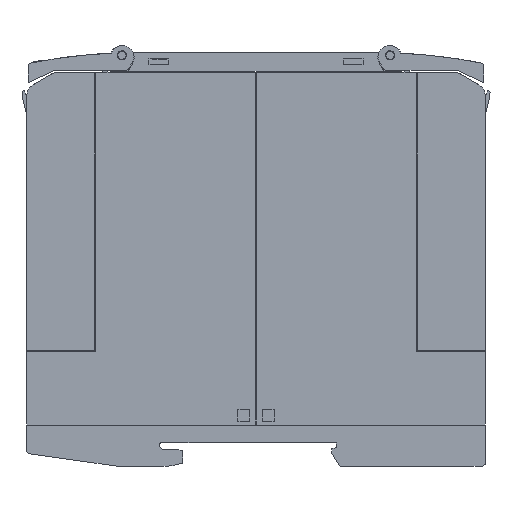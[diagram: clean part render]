
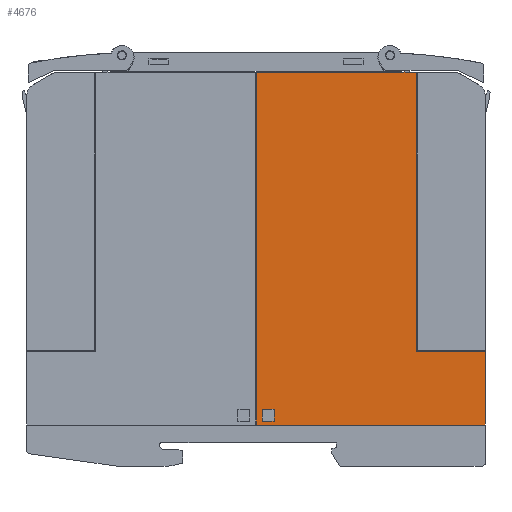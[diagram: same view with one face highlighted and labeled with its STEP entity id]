
A CAD part, left-side view. The second image highlights one B-rep face of the part: STEP entity #4676.
In plain terms, the highlighted planar face has unit normal (-1, 0, 0).
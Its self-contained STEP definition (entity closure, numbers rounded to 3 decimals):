
#4676=ADVANCED_FACE('',(#9526,#9527),#9528,.T.);
#9526=FACE_BOUND('',#14441,.T.);
#9527=FACE_OUTER_BOUND('',#14442,.T.);
#9528=PLANE('',#14443);
#14441=EDGE_LOOP('',(#29316,#29317,#29318,#29319));
#14442=EDGE_LOOP('',(#29320,#29321,#29322,#29323,#29324,#29325));
#14443=AXIS2_PLACEMENT_3D('',#29326,#29327,#29328);
#29316=ORIENTED_EDGE('',*,*,#35769,.T.);
#29317=ORIENTED_EDGE('',*,*,#35745,.T.);
#29318=ORIENTED_EDGE('',*,*,#35753,.T.);
#29319=ORIENTED_EDGE('',*,*,#35766,.T.);
#29320=ORIENTED_EDGE('',*,*,#31556,.T.);
#29321=ORIENTED_EDGE('',*,*,#31566,.T.);
#29322=ORIENTED_EDGE('',*,*,#35776,.T.);
#29323=ORIENTED_EDGE('',*,*,#35759,.F.);
#29324=ORIENTED_EDGE('',*,*,#35777,.T.);
#29325=ORIENTED_EDGE('',*,*,#35772,.T.);
#29326=CARTESIAN_POINT('',(0.0,25.949,9.001));
#29327=DIRECTION('',(-1.0,0.0,0.0));
#29328=DIRECTION('',(0.0,-1.0,0.0));
#31556=EDGE_CURVE('',#38445,#38449,#38451,.T.);
#31566=EDGE_CURVE('',#38449,#38469,#38470,.T.);
#35745=EDGE_CURVE('',#44655,#44653,#44656,.T.);
#35753=EDGE_CURVE('',#44653,#44664,#44666,.T.);
#35759=EDGE_CURVE('',#44675,#44677,#44678,.T.);
#35766=EDGE_CURVE('',#44664,#44687,#44689,.T.);
#35769=EDGE_CURVE('',#44687,#44655,#44692,.T.);
#35772=EDGE_CURVE('',#44695,#38445,#44696,.T.);
#35776=EDGE_CURVE('',#38469,#44677,#44701,.T.);
#35777=EDGE_CURVE('',#44675,#44695,#44702,.T.);
#38445=VERTEX_POINT('',#48929);
#38449=VERTEX_POINT('',#48935);
#38451=LINE('',#48938,#48939);
#38469=VERTEX_POINT('',#48965);
#38470=LINE('',#48966,#48967);
#44653=VERTEX_POINT('',#58323);
#44655=VERTEX_POINT('',#58326);
#44656=LINE('',#58327,#58328);
#44664=VERTEX_POINT('',#58340);
#44666=LINE('',#58343,#58344);
#44675=VERTEX_POINT('',#58356);
#44677=VERTEX_POINT('',#58359);
#44678=LINE('',#58360,#58361);
#44687=VERTEX_POINT('',#58374);
#44689=LINE('',#58377,#58378);
#44692=LINE('',#58382,#58383);
#44695=VERTEX_POINT('',#58386);
#44696=LINE('',#58387,#58388);
#44701=LINE('',#58395,#58396);
#44702=LINE('',#58397,#58398);
#48929=CARTESIAN_POINT('',(0.0,0.999,25.101));
#48935=CARTESIAN_POINT('',(0.0,16.099,25.101));
#48938=CARTESIAN_POINT('',(0.0,17.224,25.101));
#48939=VECTOR('',#60473,1.0);
#48965=CARTESIAN_POINT('',(0.0,16.099,85.801));
#48966=CARTESIAN_POINT('',(0.0,16.099,32.226));
#48967=VECTOR('',#60482,1.0);
#58323=CARTESIAN_POINT('',(0.0,46.999,12.401));
#58326=CARTESIAN_POINT('',(0.0,49.599,12.401));
#58327=CARTESIAN_POINT('',(0.0,37.124,12.401));
#58328=VECTOR('',#64388,1.0);
#58340=CARTESIAN_POINT('',(0.0,46.999,9.801));
#58343=CARTESIAN_POINT('',(0.0,46.999,10.051));
#58344=VECTOR('',#64394,1.0);
#58356=CARTESIAN_POINT('',(0.0,50.899,9.001));
#58359=CARTESIAN_POINT('',(0.0,50.899,85.801));
#58360=CARTESIAN_POINT('',(0.0,50.899,9.001));
#58361=VECTOR('',#64399,1.0);
#58374=CARTESIAN_POINT('',(0.0,49.599,9.801));
#58377=CARTESIAN_POINT('',(0.0,37.124,9.801));
#58378=VECTOR('',#64405,1.0);
#58382=CARTESIAN_POINT('',(0.0,49.599,10.051));
#58383=VECTOR('',#64407,1.0);
#58386=CARTESIAN_POINT('',(0.0,0.999,9.001));
#58387=CARTESIAN_POINT('',(0.0,0.999,9.001));
#58388=VECTOR('',#64408,1.0);
#58395=CARTESIAN_POINT('',(0.0,50.899,85.801));
#58396=VECTOR('',#64411,1.0);
#58397=CARTESIAN_POINT('',(0.0,50.899,9.001));
#58398=VECTOR('',#64412,1.0);
#60473=DIRECTION('',(0.0,1.0,-0.0));
#60482=DIRECTION('',(0.0,0.0,1.0));
#64388=DIRECTION('',(-0.0,-1.0,-0.0));
#64394=DIRECTION('',(-0.0,-0.0,-1.0));
#64399=DIRECTION('',(0.0,0.0,1.0));
#64405=DIRECTION('',(0.0,1.0,-0.0));
#64407=DIRECTION('',(0.0,0.0,1.0));
#64408=DIRECTION('',(0.0,0.0,1.0));
#64411=DIRECTION('',(0.0,1.0,-0.0));
#64412=DIRECTION('',(0.0,-1.0,0.0));
